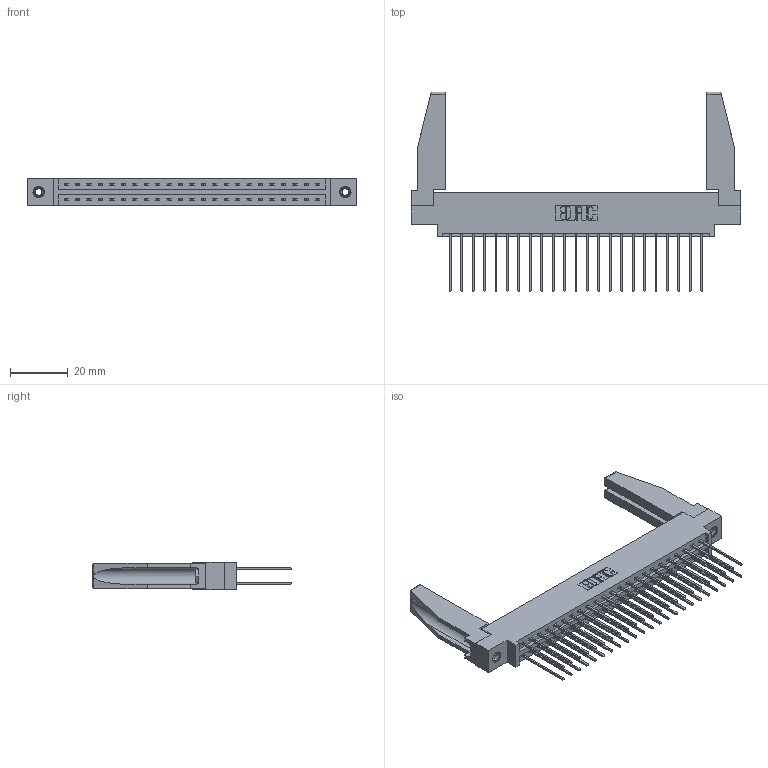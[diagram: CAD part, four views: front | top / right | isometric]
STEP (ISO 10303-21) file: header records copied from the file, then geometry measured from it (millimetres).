
FILE_DESCRIPTION (( 'STEP AP203' ), '1' );
FILE_NAME ('387-046-541-878.STEP', '2019-10-18T07:45:59', ( '' ), ( '' ), 'SwSTEP 2.0', 'SolidWorks 2016', '' );
FILE_SCHEMA (( 'CONFIG_CONTROL_DESIGN' ));
Length unit declared in the file: inch
Products named in the file (5): 307-220-078; 337 Part_0.170 Offset - 0.156 Dia-TI; 387-046-541-878; 345-250-001_345-250-001-102; 345-292-001_345-293-141
Assembly tree (51 placements, depth 2):
  387-046-541-878
    337 Part_0.170 Offset - 0.156 Dia-TI
    345-292-001_345-293-141  x46
    345-250-001_345-250-001-102  x2
    307-220-078  x2
Bounding box: 114.15 x 69.09 x 9.4 mm (x, y, z)
Volume: 15916.6 mm3; surface area: 18557.7 mm2
Topology: 51 solids, 51 shells, 2732 faces, 8059 edges, 5302 vertices
Faces by surface type: plane 1906, cylinder 810, cone 12, torus 4
Entity records: 22880 total; most frequent: CARTESIAN_POINT 3872, ORIENTED_EDGE 3764, DIRECTION 3334, EDGE_CURVE 1882, LINE 1716, VECTOR 1716, VERTEX_POINT 1248, AXIS2_PLACEMENT_3D 809
